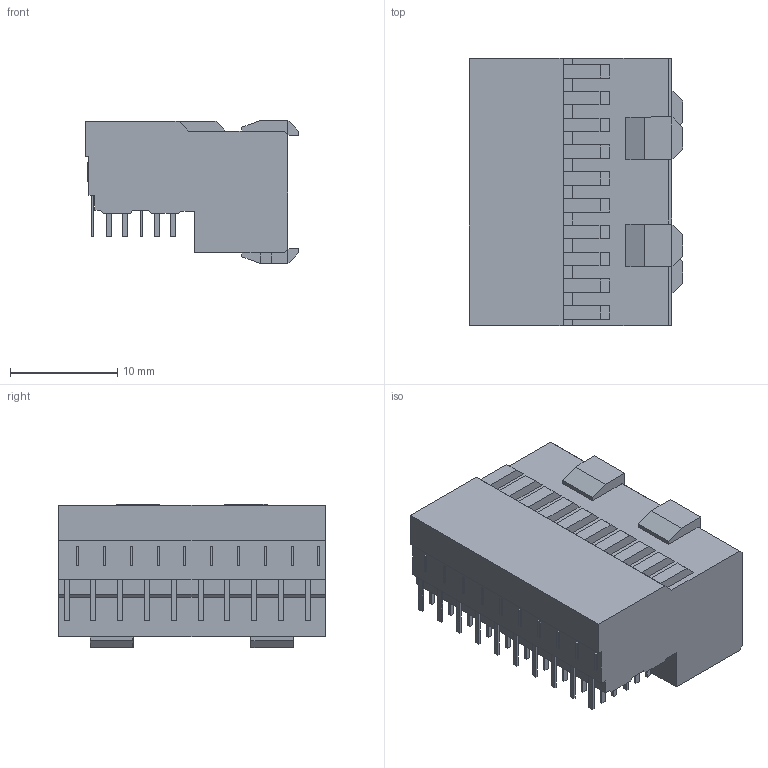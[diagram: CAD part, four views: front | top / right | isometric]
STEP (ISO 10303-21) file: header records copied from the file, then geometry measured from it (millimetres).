
FILE_DESCRIPTION((''),'2;1');
FILE_NAME('TYCO_6469028-1.stp','2012-05-14T10:11:53',(''),(''),'Mechanical Desktop 2011','Mechanical Desktop 2011',', , ');
FILE_SCHEMA(('AUTOMOTIVE_DESIGN { 1 2 10303 214 1 1 1 1 }'));
Length unit declared in the file: millimetre
Products named in the file (1): Product
Bounding box: 19.9 x 24.9 x 13.35 mm (x, y, z)
Volume: 4607.3 mm3; surface area: 2765 mm2
Topology: 85 solids, 85 shells, 944 faces, 2122 edges, 1408 vertices
Faces by surface type: bspline 460, plane 444, cylinder 40
Entity records: 25734 total; most frequent: CARTESIAN_POINT 5855, ORIENTED_EDGE 4244, DIRECTION 3172, EDGE_CURVE 2122, VECTOR 2042, LINE 2042, VERTEX_POINT 1408, EDGE_LOOP 1004
